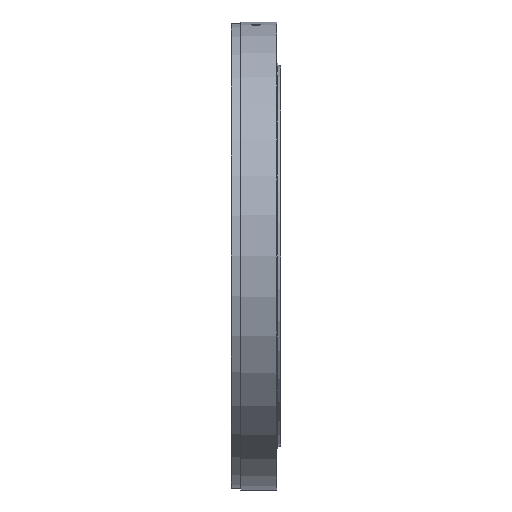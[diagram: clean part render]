
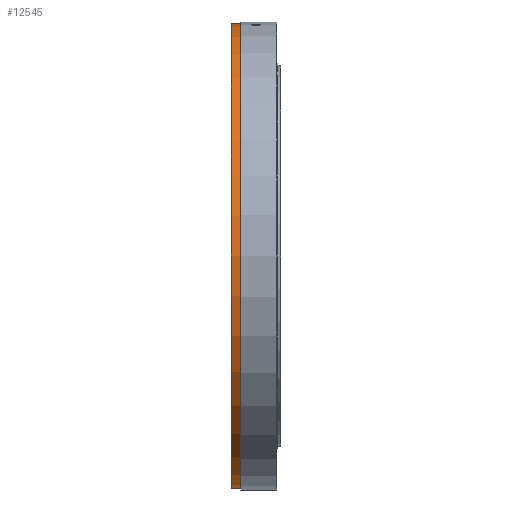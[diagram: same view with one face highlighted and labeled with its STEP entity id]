
A CAD part, left-side view. The second image highlights one B-rep face of the part: STEP entity #12545.
In plain terms, the highlighted cylindrical face has radius 256 mm (diameter 512 mm), a partial arc.
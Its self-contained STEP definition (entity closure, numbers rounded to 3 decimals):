
#330 = CIRCLE ( 'NONE', #2471, 256. ) ;
#451 = VECTOR ( 'NONE', #15459, 1000. ) ;
#891 = VERTEX_POINT ( 'NONE', #15254 ) ;
#1003 = EDGE_CURVE ( 'NONE', #1227, #9527, #7066, .T. ) ;
#1227 = VERTEX_POINT ( 'NONE', #3628 ) ;
#1249 = CARTESIAN_POINT ( 'NONE',  ( 0., 27., 0. ) ) ;
#1363 = CARTESIAN_POINT ( 'NONE',  ( 0., 17., -256. ) ) ;
#1519 = DIRECTION ( 'NONE',  ( 0., -1., 0. ) ) ;
#1553 = EDGE_CURVE ( 'NONE', #891, #13988, #7131, .T. ) ;
#1714 = ORIENTED_EDGE ( 'NONE', *, *, #2143, .F. ) ;
#1842 = CARTESIAN_POINT ( 'NONE',  ( 0., -61.11, 0. ) ) ;
#1897 = CIRCLE ( 'NONE', #2466, 256. ) ;
#1954 = CARTESIAN_POINT ( 'NONE',  ( 0., 17., 256. ) ) ;
#2023 = DIRECTION ( 'NONE',  ( 0., 0., 1. ) ) ;
#2143 = EDGE_CURVE ( 'NONE', #9527, #13988, #1897, .T. ) ;
#2466 = AXIS2_PLACEMENT_3D ( 'NONE', #11033, #11065, #11095 ) ;
#2471 = AXIS2_PLACEMENT_3D ( 'NONE', #1249, #17752, #16967 ) ;
#3628 = CARTESIAN_POINT ( 'NONE',  ( 0., 27., 256. ) ) ;
#5657 = CARTESIAN_POINT ( 'NONE',  ( 0., -61.11, -256. ) ) ;
#6429 = VECTOR ( 'NONE', #15955, 1000. ) ;
#6951 = CYLINDRICAL_SURFACE ( 'NONE', #14009, 256. ) ;
#7066 = LINE ( 'NONE', #15853, #6429 ) ;
#7131 = LINE ( 'NONE', #5657, #451 ) ;
#7390 = FACE_OUTER_BOUND ( 'NONE', #15755, .T. ) ;
#8299 = EDGE_CURVE ( 'NONE', #891, #1227, #330, .T. ) ;
#8921 = ORIENTED_EDGE ( 'NONE', *, *, #1553, .T. ) ;
#9527 = VERTEX_POINT ( 'NONE', #1954 ) ;
#11033 = CARTESIAN_POINT ( 'NONE',  ( 0., 17., 0. ) ) ;
#11065 = DIRECTION ( 'NONE',  ( 0., -1., 0. ) ) ;
#11095 = DIRECTION ( 'NONE',  ( 0., 0., 1. ) ) ;
#12545 = ADVANCED_FACE ( 'NONE', ( #7390 ), #6951, .T. ) ;
#12801 = ORIENTED_EDGE ( 'NONE', *, *, #1003, .F. ) ;
#13988 = VERTEX_POINT ( 'NONE', #1363 ) ;
#14009 = AXIS2_PLACEMENT_3D ( 'NONE', #1842, #1519, #2023 ) ;
#15254 = CARTESIAN_POINT ( 'NONE',  ( 0., 27., -256. ) ) ;
#15459 = DIRECTION ( 'NONE',  ( 0., -1., 0. ) ) ;
#15755 = EDGE_LOOP ( 'NONE', ( #16833, #8921, #1714, #12801 ) ) ;
#15853 = CARTESIAN_POINT ( 'NONE',  ( 0., -61.11, 256. ) ) ;
#15955 = DIRECTION ( 'NONE',  ( 0., -1., 0. ) ) ;
#16833 = ORIENTED_EDGE ( 'NONE', *, *, #8299, .F. ) ;
#16967 = DIRECTION ( 'NONE',  ( 0., 0., 1. ) ) ;
#17752 = DIRECTION ( 'NONE',  ( 0., 1., 0. ) ) ;
